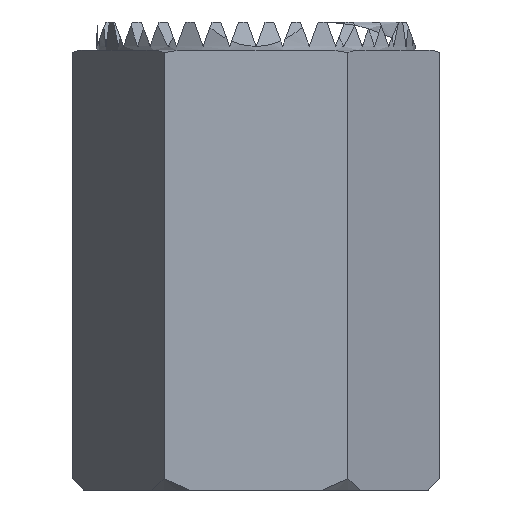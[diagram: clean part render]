
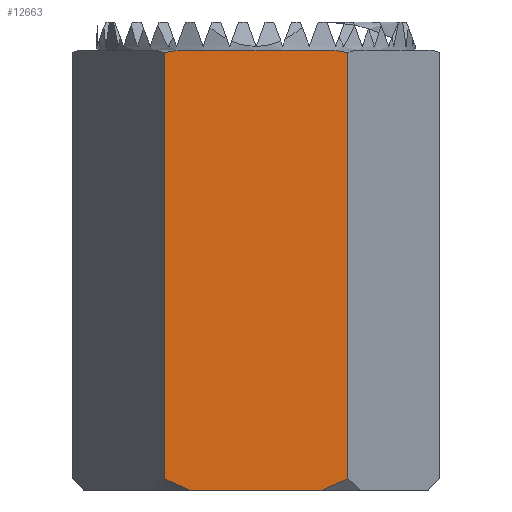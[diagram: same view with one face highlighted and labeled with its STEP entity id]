
A CAD part, left-side view. The second image highlights one B-rep face of the part: STEP entity #12663.
In plain terms, the highlighted planar face has unit normal (-1, 0, 0).
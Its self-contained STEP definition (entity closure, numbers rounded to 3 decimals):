
#4 = ORIENTED_EDGE ( 'NONE', *, *, #12204, .T. ) ;
#20 = B_SPLINE_CURVE_WITH_KNOTS ( 'NONE', 3,
 ( #2023, #3031, #4254, #1080 ),
 .UNSPECIFIED., .F., .F.,
 ( 4, 4 ),
 ( 0.016, 0.017 ),
 .UNSPECIFIED. ) ;
#41 = EDGE_CURVE ( 'NONE', #1936, #3745, #20, .T. ) ;
#131 = B_SPLINE_CURVE_WITH_KNOTS ( 'NONE', 3,
 ( #11020, #11508, #6592, #13685 ),
 .UNSPECIFIED., .F., .F.,
 ( 4, 4 ),
 ( 0.007, 0.009 ),
 .UNSPECIFIED. ) ;
#156 = CARTESIAN_POINT ( 'NONE',  ( -8.5, -4.907, 27. ) ) ;
#170 = DIRECTION ( 'NONE',  ( 0., 0., -1. ) ) ;
#350 = ORIENTED_EDGE ( 'NONE', *, *, #4974, .T. ) ;
#413 = AXIS2_PLACEMENT_3D ( 'NONE', #10903, #13373, #7709 ) ;
#489 = ORIENTED_EDGE ( 'NONE', *, *, #5701, .T. ) ;
#649 = EDGE_CURVE ( 'NONE', #5773, #3441, #10570, .T. ) ;
#1080 = CARTESIAN_POINT ( 'NONE',  ( -8.5, 4.907, 0.6 ) ) ;
#1096 = CARTESIAN_POINT ( 'NONE',  ( -8.5, 3.52, 23.5 ) ) ;
#1258 = CARTESIAN_POINT ( 'NONE',  ( -8.5, 4.907, 27. ) ) ;
#1414 = LINE ( 'NONE', #10125, #12846 ) ;
#1450 = CARTESIAN_POINT ( 'NONE',  ( -8.5, -3.987, 23.492 ) ) ;
#1566 = EDGE_CURVE ( 'NONE', #4917, #9561, #6223, .T. ) ;
#1936 = VERTEX_POINT ( 'NONE', #10702 ) ;
#2023 = CARTESIAN_POINT ( 'NONE',  ( -8.5, 3.559, 0. ) ) ;
#2475 = DIRECTION ( 'NONE',  ( 0., 0., -1. ) ) ;
#2598 = B_SPLINE_CURVE_WITH_KNOTS ( 'NONE', 3,
 ( #2899, #12556, #8126, #1450, #3915, #5074 ),
 .UNSPECIFIED., .F., .F.,
 ( 4, 2, 4 ),
 ( 0.024, 0.025, 0.025 ),
 .UNSPECIFIED. ) ;
#2631 = CARTESIAN_POINT ( 'NONE',  ( -8.5, 4.681, 23.419 ) ) ;
#2899 = CARTESIAN_POINT ( 'NONE',  ( -8.5, -4.907, 23.368 ) ) ;
#3031 = CARTESIAN_POINT ( 'NONE',  ( -8.5, 4.019, 0.178 ) ) ;
#3441 = VERTEX_POINT ( 'NONE', #11791 ) ;
#3718 = CARTESIAN_POINT ( 'NONE',  ( -8.5, 3.753, 23.5 ) ) ;
#3745 = VERTEX_POINT ( 'NONE', #6910 ) ;
#3915 = CARTESIAN_POINT ( 'NONE',  ( -8.5, -3.753, 23.5 ) ) ;
#4254 = CARTESIAN_POINT ( 'NONE',  ( -8.5, 4.467, 0.38 ) ) ;
#4424 = LINE ( 'NONE', #14301, #7995 ) ;
#4879 = ORIENTED_EDGE ( 'NONE', *, *, #11158, .F. ) ;
#4917 = VERTEX_POINT ( 'NONE', #5252 ) ;
#4974 = EDGE_CURVE ( 'NONE', #1936, #11364, #1414, .T. ) ;
#5074 = CARTESIAN_POINT ( 'NONE',  ( -8.5, -3.52, 23.5 ) ) ;
#5155 = ORIENTED_EDGE ( 'NONE', *, *, #10369, .F. ) ;
#5248 = VECTOR ( 'NONE', #2475, 1000. ) ;
#5252 = CARTESIAN_POINT ( 'NONE',  ( -8.5, -3.52, 23.5 ) ) ;
#5595 = LINE ( 'NONE', #156, #5248 ) ;
#5701 = EDGE_CURVE ( 'NONE', #9561, #5773, #4424, .T. ) ;
#5773 = VERTEX_POINT ( 'NONE', #1096 ) ;
#5914 = VERTEX_POINT ( 'NONE', #7252 ) ;
#6223 = LINE ( 'NONE', #14198, #13522 ) ;
#6592 = CARTESIAN_POINT ( 'NONE',  ( -8.5, -4.016, 0.177 ) ) ;
#6769 = LINE ( 'NONE', #1258, #11304 ) ;
#6910 = CARTESIAN_POINT ( 'NONE',  ( -8.5, 4.907, 0.6 ) ) ;
#7252 = CARTESIAN_POINT ( 'NONE',  ( -8.5, -4.907, 0.6 ) ) ;
#7709 = DIRECTION ( 'NONE',  ( 0., 1., 0. ) ) ;
#7995 = VECTOR ( 'NONE', #11254, 1000. ) ;
#8126 = CARTESIAN_POINT ( 'NONE',  ( -8.5, -4.451, 23.452 ) ) ;
#8143 = CARTESIAN_POINT ( 'NONE',  ( -8.5, -4.907, 23.368 ) ) ;
#8148 = CARTESIAN_POINT ( 'NONE',  ( -8.5, 3.985, 23.492 ) ) ;
#8216 = EDGE_CURVE ( 'NONE', #8572, #4917, #2598, .T. ) ;
#8271 = CARTESIAN_POINT ( 'NONE',  ( -8.5, -3.559, 0. ) ) ;
#8572 = VERTEX_POINT ( 'NONE', #8143 ) ;
#8947 = FACE_OUTER_BOUND ( 'NONE', #9067, .T. ) ;
#9067 = EDGE_LOOP ( 'NONE', ( #5155, #4879, #10883, #12617, #489, #9340, #4, #10656, #350 ) ) ;
#9340 = ORIENTED_EDGE ( 'NONE', *, *, #649, .T. ) ;
#9561 = VERTEX_POINT ( 'NONE', #11276 ) ;
#10125 = CARTESIAN_POINT ( 'NONE',  ( -8.5, 4.907, 0. ) ) ;
#10369 = EDGE_CURVE ( 'NONE', #5914, #11364, #131, .T. ) ;
#10570 = B_SPLINE_CURVE_WITH_KNOTS ( 'NONE', 3,
 ( #12514, #3718, #8148, #12581, #2631, #11489 ),
 .UNSPECIFIED., .F., .F.,
 ( 4, 2, 4 ),
 ( 0.004, 0.004, 0.005 ),
 .UNSPECIFIED. ) ;
#10656 = ORIENTED_EDGE ( 'NONE', *, *, #41, .F. ) ;
#10702 = CARTESIAN_POINT ( 'NONE',  ( -8.5, 3.559, 0. ) ) ;
#10788 = DIRECTION ( 'NONE',  ( 0., 1., 0. ) ) ;
#10883 = ORIENTED_EDGE ( 'NONE', *, *, #8216, .T. ) ;
#10903 = CARTESIAN_POINT ( 'NONE',  ( -8.5, 4.907, 27. ) ) ;
#11020 = CARTESIAN_POINT ( 'NONE',  ( -8.5, -4.907, 0.6 ) ) ;
#11047 = PLANE ( 'NONE',  #413 ) ;
#11158 = EDGE_CURVE ( 'NONE', #8572, #5914, #5595, .T. ) ;
#11254 = DIRECTION ( 'NONE',  ( 0., 1., 0. ) ) ;
#11276 = CARTESIAN_POINT ( 'NONE',  ( -8.5, 0., 23.5 ) ) ;
#11287 = DIRECTION ( 'NONE',  ( 0., -1., 0. ) ) ;
#11304 = VECTOR ( 'NONE', #170, 1000. ) ;
#11364 = VERTEX_POINT ( 'NONE', #8271 ) ;
#11489 = CARTESIAN_POINT ( 'NONE',  ( -8.5, 4.907, 23.368 ) ) ;
#11508 = CARTESIAN_POINT ( 'NONE',  ( -8.5, -4.468, 0.38 ) ) ;
#11791 = CARTESIAN_POINT ( 'NONE',  ( -8.5, 4.907, 23.368 ) ) ;
#12204 = EDGE_CURVE ( 'NONE', #3441, #3745, #6769, .T. ) ;
#12514 = CARTESIAN_POINT ( 'NONE',  ( -8.5, 3.52, 23.5 ) ) ;
#12556 = CARTESIAN_POINT ( 'NONE',  ( -8.5, -4.681, 23.419 ) ) ;
#12581 = CARTESIAN_POINT ( 'NONE',  ( -8.5, 4.449, 23.452 ) ) ;
#12617 = ORIENTED_EDGE ( 'NONE', *, *, #1566, .T. ) ;
#12663 = ADVANCED_FACE ( 'NONE', ( #8947 ), #11047, .F. ) ;
#12846 = VECTOR ( 'NONE', #11287, 1000. ) ;
#13373 = DIRECTION ( 'NONE',  ( 1., 0., 0. ) ) ;
#13522 = VECTOR ( 'NONE', #10788, 1000. ) ;
#13685 = CARTESIAN_POINT ( 'NONE',  ( -8.5, -3.559, 0. ) ) ;
#14198 = CARTESIAN_POINT ( 'NONE',  ( -8.5, 0., 23.5 ) ) ;
#14301 = CARTESIAN_POINT ( 'NONE',  ( -8.5, 0., 23.5 ) ) ;
